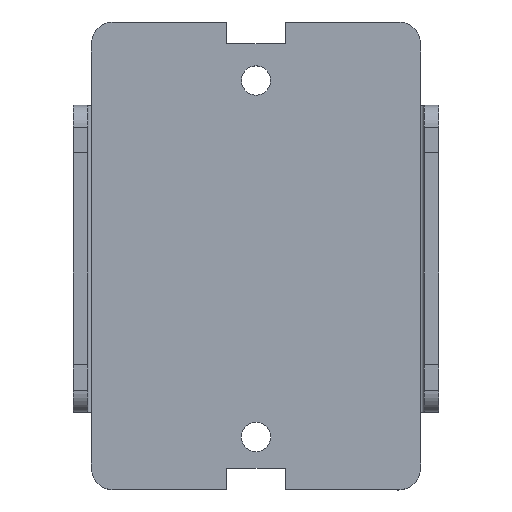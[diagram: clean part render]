
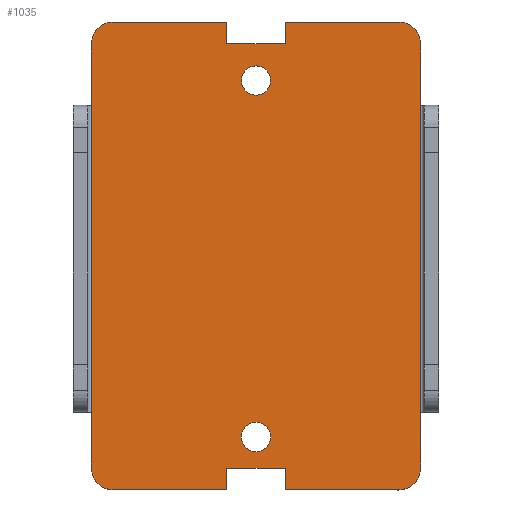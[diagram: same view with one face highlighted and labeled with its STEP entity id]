
A CAD part, top view. The second image highlights one B-rep face of the part: STEP entity #1035.
In plain terms, the highlighted planar face has unit normal (0, 0, 1).
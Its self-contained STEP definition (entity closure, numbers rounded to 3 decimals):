
#15=FACE_BOUND('',#120,.T.);
#16=FACE_BOUND('',#121,.T.);
#20=PLANE('',#1107);
#63=FACE_OUTER_BOUND('',#119,.T.);
#119=EDGE_LOOP('',(#719,#720,#721,#722,#723,#724,#725,#726,#727,#728,#729,
#730,#731,#732,#733,#734,#735,#736,#737,#738));
#120=EDGE_LOOP('',(#739));
#121=EDGE_LOOP('',(#740));
#179=LINE('',#1495,#305);
#182=LINE('',#1501,#308);
#183=LINE('',#1503,#309);
#184=LINE('',#1505,#310);
#185=LINE('',#1509,#311);
#186=LINE('',#1511,#312);
#187=LINE('',#1513,#313);
#188=LINE('',#1515,#314);
#189=LINE('',#1517,#315);
#190=LINE('',#1521,#316);
#191=LINE('',#1523,#317);
#192=LINE('',#1525,#318);
#193=LINE('',#1529,#319);
#194=LINE('',#1531,#320);
#195=LINE('',#1533,#321);
#196=LINE('',#1534,#322);
#305=VECTOR('',#1199,10.);
#308=VECTOR('',#1204,10.);
#309=VECTOR('',#1205,10.);
#310=VECTOR('',#1206,10.);
#311=VECTOR('',#1209,10.);
#312=VECTOR('',#1210,10.);
#313=VECTOR('',#1211,10.);
#314=VECTOR('',#1212,10.);
#315=VECTOR('',#1213,10.);
#316=VECTOR('',#1216,10.);
#317=VECTOR('',#1217,10.);
#318=VECTOR('',#1218,10.);
#319=VECTOR('',#1221,10.);
#320=VECTOR('',#1222,10.);
#321=VECTOR('',#1223,10.);
#322=VECTOR('',#1224,10.);
#429=CIRCLE('',#1104,3.);
#431=CIRCLE('',#1108,3.);
#432=CIRCLE('',#1109,3.);
#433=CIRCLE('',#1110,3.);
#434=CIRCLE('',#1111,2.);
#435=CIRCLE('',#1112,2.);
#457=VERTEX_POINT('',#1485);
#458=VERTEX_POINT('',#1486);
#461=VERTEX_POINT('',#1494);
#463=VERTEX_POINT('',#1500);
#464=VERTEX_POINT('',#1502);
#465=VERTEX_POINT('',#1504);
#466=VERTEX_POINT('',#1506);
#467=VERTEX_POINT('',#1508);
#468=VERTEX_POINT('',#1510);
#469=VERTEX_POINT('',#1512);
#470=VERTEX_POINT('',#1514);
#471=VERTEX_POINT('',#1516);
#472=VERTEX_POINT('',#1518);
#473=VERTEX_POINT('',#1520);
#474=VERTEX_POINT('',#1522);
#475=VERTEX_POINT('',#1524);
#476=VERTEX_POINT('',#1526);
#477=VERTEX_POINT('',#1528);
#478=VERTEX_POINT('',#1530);
#479=VERTEX_POINT('',#1532);
#480=VERTEX_POINT('',#1535);
#481=VERTEX_POINT('',#1537);
#557=EDGE_CURVE('',#457,#458,#429,.T.);
#561=EDGE_CURVE('',#461,#458,#179,.T.);
#564=EDGE_CURVE('',#457,#463,#182,.T.);
#565=EDGE_CURVE('',#463,#464,#183,.T.);
#566=EDGE_CURVE('',#464,#465,#184,.T.);
#567=EDGE_CURVE('',#466,#465,#431,.T.);
#568=EDGE_CURVE('',#466,#467,#185,.T.);
#569=EDGE_CURVE('',#467,#468,#186,.T.);
#570=EDGE_CURVE('',#468,#469,#187,.T.);
#571=EDGE_CURVE('',#469,#470,#188,.T.);
#572=EDGE_CURVE('',#470,#471,#189,.T.);
#573=EDGE_CURVE('',#472,#471,#432,.T.);
#574=EDGE_CURVE('',#472,#473,#190,.T.);
#575=EDGE_CURVE('',#473,#474,#191,.T.);
#576=EDGE_CURVE('',#474,#475,#192,.T.);
#577=EDGE_CURVE('',#476,#475,#433,.T.);
#578=EDGE_CURVE('',#476,#477,#193,.T.);
#579=EDGE_CURVE('',#477,#478,#194,.T.);
#580=EDGE_CURVE('',#478,#479,#195,.T.);
#581=EDGE_CURVE('',#479,#461,#196,.T.);
#582=EDGE_CURVE('',#480,#480,#434,.F.);
#583=EDGE_CURVE('',#481,#481,#435,.F.);
#719=ORIENTED_EDGE('',*,*,#557,.F.);
#720=ORIENTED_EDGE('',*,*,#564,.T.);
#721=ORIENTED_EDGE('',*,*,#565,.T.);
#722=ORIENTED_EDGE('',*,*,#566,.T.);
#723=ORIENTED_EDGE('',*,*,#567,.F.);
#724=ORIENTED_EDGE('',*,*,#568,.T.);
#725=ORIENTED_EDGE('',*,*,#569,.T.);
#726=ORIENTED_EDGE('',*,*,#570,.T.);
#727=ORIENTED_EDGE('',*,*,#571,.T.);
#728=ORIENTED_EDGE('',*,*,#572,.T.);
#729=ORIENTED_EDGE('',*,*,#573,.F.);
#730=ORIENTED_EDGE('',*,*,#574,.T.);
#731=ORIENTED_EDGE('',*,*,#575,.T.);
#732=ORIENTED_EDGE('',*,*,#576,.T.);
#733=ORIENTED_EDGE('',*,*,#577,.F.);
#734=ORIENTED_EDGE('',*,*,#578,.T.);
#735=ORIENTED_EDGE('',*,*,#579,.T.);
#736=ORIENTED_EDGE('',*,*,#580,.T.);
#737=ORIENTED_EDGE('',*,*,#581,.T.);
#738=ORIENTED_EDGE('',*,*,#561,.T.);
#739=ORIENTED_EDGE('',*,*,#582,.T.);
#740=ORIENTED_EDGE('',*,*,#583,.T.);
#1035=ADVANCED_FACE('',(#63,#15,#16),#20,.T.);
#1104=AXIS2_PLACEMENT_3D('',#1487,#1191,#1192);
#1107=AXIS2_PLACEMENT_3D('',#1499,#1202,#1203);
#1108=AXIS2_PLACEMENT_3D('',#1507,#1207,#1208);
#1109=AXIS2_PLACEMENT_3D('',#1519,#1214,#1215);
#1110=AXIS2_PLACEMENT_3D('',#1527,#1219,#1220);
#1111=AXIS2_PLACEMENT_3D('',#1536,#1225,#1226);
#1112=AXIS2_PLACEMENT_3D('',#1538,#1227,#1228);
#1191=DIRECTION('center_axis',(0.,0.,
-1.));
#1192=DIRECTION('ref_axis',(0.707,-0.707,0.));
#1199=DIRECTION('',(1.,0.,0.));
#1202=DIRECTION('center_axis',(0.,0.,
1.));
#1203=DIRECTION('ref_axis',(-1.,0.,0.));
#1204=DIRECTION('',(0.,1.,0.));
#1205=DIRECTION('',(0.,1.,0.));
#1206=DIRECTION('',(0.,1.,0.));
#1207=DIRECTION('center_axis',(0.,0.,
-1.));
#1208=DIRECTION('ref_axis',(0.707,0.707,0.));
#1209=DIRECTION('',(-1.,0.,0.));
#1210=DIRECTION('',(0.,-1.,0.));
#1211=DIRECTION('',(-1.,0.,0.));
#1212=DIRECTION('',(0.,1.,0.));
#1213=DIRECTION('',(-1.,0.,0.));
#1214=DIRECTION('center_axis',(0.,0.,
-1.));
#1215=DIRECTION('ref_axis',(-0.707,0.707,0.));
#1216=DIRECTION('',(0.,-1.,0.));
#1217=DIRECTION('',(0.,-1.,0.));
#1218=DIRECTION('',(0.,-1.,0.));
#1219=DIRECTION('center_axis',(0.,0.,
-1.));
#1220=DIRECTION('ref_axis',(-0.707,-0.707,0.));
#1221=DIRECTION('',(1.,0.,0.));
#1222=DIRECTION('',(0.,1.,0.));
#1223=DIRECTION('',(1.,0.,0.));
#1224=DIRECTION('',(0.,-1.,0.));
#1225=DIRECTION('center_axis',(0.,0.,
1.));
#1226=DIRECTION('ref_axis',(-1.,0.,0.));
#1227=DIRECTION('center_axis',(0.,0.,
1.));
#1228=DIRECTION('ref_axis',(-1.,0.,0.));
#1485=CARTESIAN_POINT('',(22.28,78.418,-56.));
#1486=CARTESIAN_POINT('',(19.28,75.418,-56.));
#1487=CARTESIAN_POINT('Origin',(19.28,78.418,-56.));
#1494=CARTESIAN_POINT('',(3.78,75.418,-56.));
#1495=CARTESIAN_POINT('',(3.78,75.418,-56.));
#1499=CARTESIAN_POINT('Origin',(-0.22,107.418,-56.));
#1500=CARTESIAN_POINT('',(22.28,86.,-56.));
#1501=CARTESIAN_POINT('',(22.28,75.418,-56.));
#1502=CARTESIAN_POINT('',(22.28,128.,-56.));
#1503=CARTESIAN_POINT('',(22.28,75.418,-56.));
#1504=CARTESIAN_POINT('',(22.28,136.418,-56.));
#1505=CARTESIAN_POINT('',(22.28,75.418,-56.));
#1506=CARTESIAN_POINT('',(19.28,139.418,-56.));
#1507=CARTESIAN_POINT('Origin',(19.28,136.418,-56.));
#1508=CARTESIAN_POINT('',(3.78,139.418,-56.));
#1509=CARTESIAN_POINT('',(22.28,139.418,-56.));
#1510=CARTESIAN_POINT('',(3.78,136.418,-56.));
#1511=CARTESIAN_POINT('',(3.78,139.418,-56.));
#1512=CARTESIAN_POINT('',(-4.22,136.418,-56.));
#1513=CARTESIAN_POINT('',(3.78,136.418,-56.));
#1514=CARTESIAN_POINT('',(-4.22,139.418,-56.));
#1515=CARTESIAN_POINT('',(-4.22,136.418,-56.));
#1516=CARTESIAN_POINT('',(-19.72,139.418,-56.));
#1517=CARTESIAN_POINT('',(-4.22,139.418,-56.));
#1518=CARTESIAN_POINT('',(-22.72,136.418,-56.));
#1519=CARTESIAN_POINT('Origin',(-19.72,136.418,-56.));
#1520=CARTESIAN_POINT('',(-22.72,128.,-56.));
#1521=CARTESIAN_POINT('',(-22.72,139.418,-56.));
#1522=CARTESIAN_POINT('',(-22.72,86.,-56.));
#1523=CARTESIAN_POINT('',(-22.72,139.418,-56.));
#1524=CARTESIAN_POINT('',(-22.72,78.418,-56.));
#1525=CARTESIAN_POINT('',(-22.72,139.418,-56.));
#1526=CARTESIAN_POINT('',(-19.72,75.418,-56.));
#1527=CARTESIAN_POINT('Origin',(-19.72,78.418,-56.));
#1528=CARTESIAN_POINT('',(-4.22,75.418,-56.));
#1529=CARTESIAN_POINT('',(-22.72,75.418,-56.));
#1530=CARTESIAN_POINT('',(-4.22,78.418,-56.));
#1531=CARTESIAN_POINT('',(-4.22,75.418,-56.));
#1532=CARTESIAN_POINT('',(3.78,78.418,-56.));
#1533=CARTESIAN_POINT('',(-4.22,78.418,-56.));
#1534=CARTESIAN_POINT('',(3.78,78.418,-56.));
#1535=CARTESIAN_POINT('',(1.78,131.418,-56.));
#1536=CARTESIAN_POINT('Origin',(-0.22,131.418,-56.));
#1537=CARTESIAN_POINT('',(1.78,82.668,-56.));
#1538=CARTESIAN_POINT('Origin',(-0.22,82.668,-56.));
